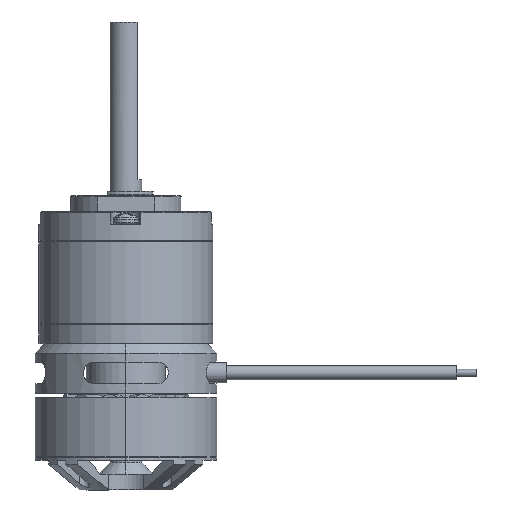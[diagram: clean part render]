
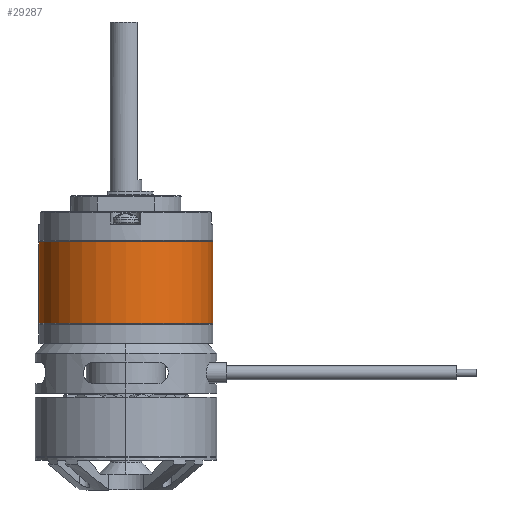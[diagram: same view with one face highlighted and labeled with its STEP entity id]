
A CAD part, front view. The second image highlights one B-rep face of the part: STEP entity #29287.
In plain terms, the highlighted cylindrical face has radius 11 mm (diameter 22 mm), a partial arc.
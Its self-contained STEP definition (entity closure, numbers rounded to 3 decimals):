
#1237 = DIRECTION ( 'NONE',  ( 1., 0., 0. ) ) ;
#1909 = VERTEX_POINT ( 'NONE', #6243 ) ;
#2615 = VERTEX_POINT ( 'NONE', #33126 ) ;
#2709 = CIRCLE ( 'NONE', #34618, 11. ) ;
#3370 = LINE ( 'NONE', #13148, #33520 ) ;
#4457 = VERTEX_POINT ( 'NONE', #15777 ) ;
#6243 = CARTESIAN_POINT ( 'NONE',  ( -11., 0., 12.898 ) ) ;
#6851 = DIRECTION ( 'NONE',  ( 0., 0., -1. ) ) ;
#7482 = CARTESIAN_POINT ( 'NONE',  ( 0., 0., 2.602 ) ) ;
#7648 = EDGE_CURVE ( 'NONE', #1909, #28840, #2709, .T. ) ;
#8422 = EDGE_CURVE ( 'NONE', #1909, #4457, #34532, .T. ) ;
#9881 = CARTESIAN_POINT ( 'NONE',  ( 11., 0., 12.898 ) ) ;
#11111 = FACE_OUTER_BOUND ( 'NONE', #16046, .T. ) ;
#12420 = CIRCLE ( 'NONE', #28038, 11. ) ;
#13148 = CARTESIAN_POINT ( 'NONE',  ( 11., 0., 16.75 ) ) ;
#13579 = AXIS2_PLACEMENT_3D ( 'NONE', #20309, #37792, #17647 ) ;
#14288 = CYLINDRICAL_SURFACE ( 'NONE', #13579, 11. ) ;
#15777 = CARTESIAN_POINT ( 'NONE',  ( -11., 0., 2.602 ) ) ;
#16046 = EDGE_LOOP ( 'NONE', ( #20773, #27689, #20646, #34137 ) ) ;
#17647 = DIRECTION ( 'NONE',  ( -1., 0., 0. ) ) ;
#18949 = DIRECTION ( 'NONE',  ( 1., 0., 0. ) ) ;
#18966 = CARTESIAN_POINT ( 'NONE',  ( 0., 0., 12.898 ) ) ;
#20309 = CARTESIAN_POINT ( 'NONE',  ( 0., 0., 16.75 ) ) ;
#20646 = ORIENTED_EDGE ( 'NONE', *, *, #8422, .T. ) ;
#20773 = ORIENTED_EDGE ( 'NONE', *, *, #24319, .F. ) ;
#20851 = VECTOR ( 'NONE', #6851, 1000. ) ;
#21925 = DIRECTION ( 'NONE',  ( 0., 0., -1. ) ) ;
#24319 = EDGE_CURVE ( 'NONE', #28840, #2615, #3370, .T. ) ;
#27482 = DIRECTION ( 'NONE',  ( 0., 0., 1. ) ) ;
#27689 = ORIENTED_EDGE ( 'NONE', *, *, #7648, .F. ) ;
#28038 = AXIS2_PLACEMENT_3D ( 'NONE', #7482, #36414, #18949 ) ;
#28840 = VERTEX_POINT ( 'NONE', #9881 ) ;
#29287 = ADVANCED_FACE ( 'NONE', ( #11111 ), #14288, .T. ) ;
#29888 = CARTESIAN_POINT ( 'NONE',  ( -11., 0., 16.75 ) ) ;
#33126 = CARTESIAN_POINT ( 'NONE',  ( 11., 0., 2.602 ) ) ;
#33520 = VECTOR ( 'NONE', #21925, 1000. ) ;
#34137 = ORIENTED_EDGE ( 'NONE', *, *, #37085, .T. ) ;
#34532 = LINE ( 'NONE', #29888, #20851 ) ;
#34618 = AXIS2_PLACEMENT_3D ( 'NONE', #18966, #27482, #1237 ) ;
#36414 = DIRECTION ( 'NONE',  ( 0., 0., 1. ) ) ;
#37085 = EDGE_CURVE ( 'NONE', #4457, #2615, #12420, .T. ) ;
#37792 = DIRECTION ( 'NONE',  ( 0., 0., -1. ) ) ;
